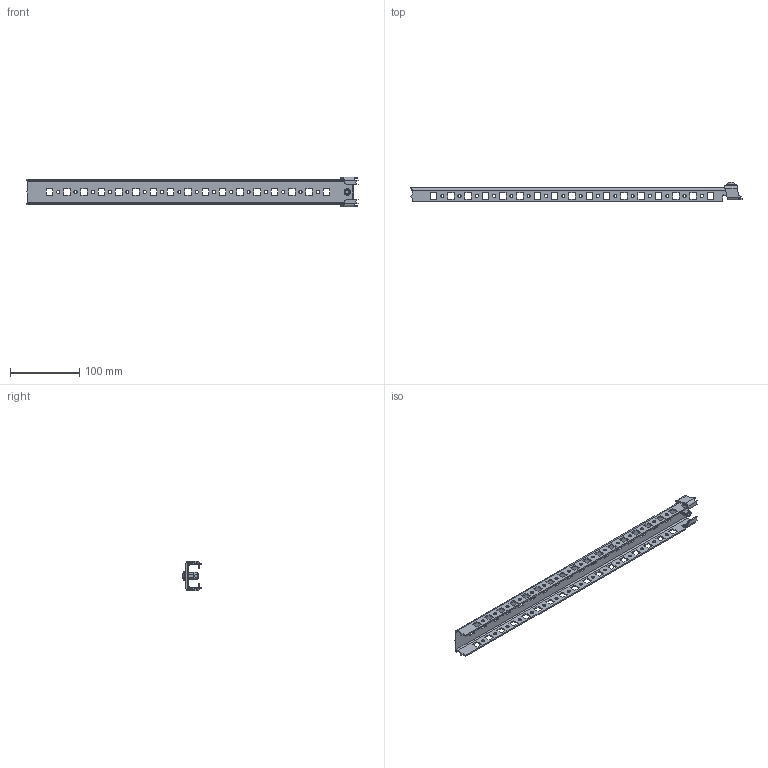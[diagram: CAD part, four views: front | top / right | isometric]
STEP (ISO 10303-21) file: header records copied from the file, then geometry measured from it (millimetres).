
FILE_DESCRIPTION (( 'STEP AP214' ), '1' );
FILE_NAME ('444.500.STEP', '2024-08-29T09:38:38', ( '' ), ( '' ), 'SwSTEP 2.0', 'SolidWorks 2021', '' );
FILE_SCHEMA (( 'AUTOMOTIVE_DESIGN' ));
Length unit declared in the file: millimetre
Products named in the file (5): Çàêëåïêà ðåçüáîâàÿ Ì6 øåñòèãðàííàÿ ñ óìåíüøåííûì áîðòîì; 444.302; 444.501; 444.500; 妈眚 DIN7985-󋔉6-Zn
Assembly tree (4 placements, depth 2):
  444.500
    444.501
    444.302
    妈眚 DIN7985-󋔉6-Zn
    Çàêëåïêà ðåçüáîâàÿ Ì6 øåñòèãðàííàÿ ñ óìåíüøåííûì áîðòîì
Bounding box: 479.5 x 27.97 x 42.55 mm (x, y, z)
Volume: 60557.4 mm3; surface area: 68679 mm2
Topology: 4 solids, 4 shells, 484 faces, 1339 edges, 865 vertices
Faces by surface type: plane 326, cylinder 134, bspline 14, cone 8, sphere 2
Entity records: 16205 total; most frequent: CARTESIAN_POINT 3117, ORIENTED_EDGE 2678, DIRECTION 2527, EDGE_CURVE 1339, LINE 989, VECTOR 989, VERTEX_POINT 865, AXIS2_PLACEMENT_3D 769
